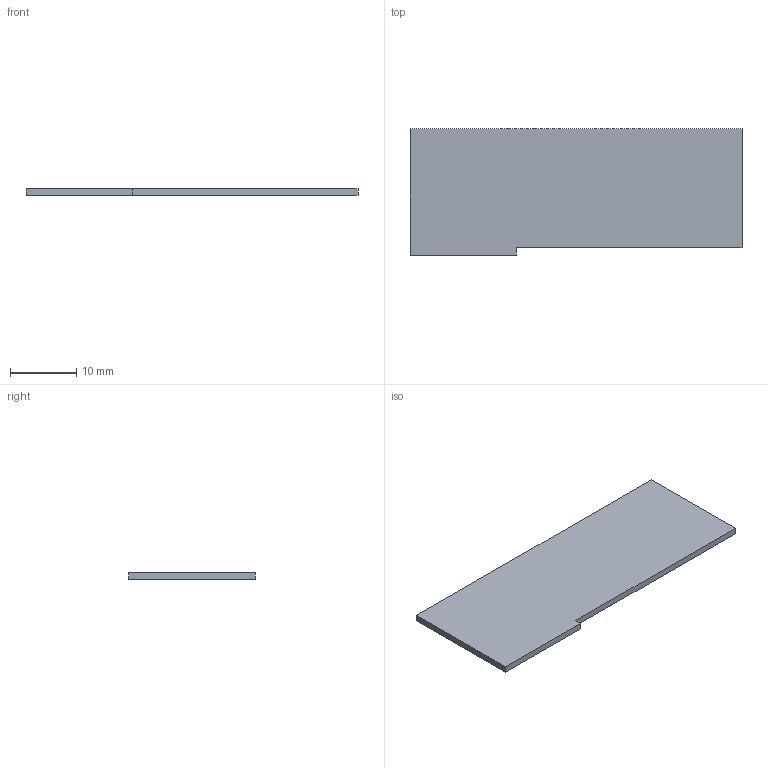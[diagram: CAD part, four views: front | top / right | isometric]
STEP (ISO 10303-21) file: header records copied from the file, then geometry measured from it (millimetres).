
FILE_DESCRIPTION(('PCB Model'),'2;1');
FILE_NAME( 'AH3G.STEP', '2024-03-31T22:39:37',('dungl'),('Unspecified'), 'Open CASCADE STEP processor 6.8','Proteus','Unknown');
FILE_SCHEMA(('AUTOMOTIVE_DESIGN_CC2 { 1 2 10303 214 -1 1 5 4 }'));
Length unit declared in the file: millimetre
Products named in the file (2): Open CASCADE STEP translator 6.8 1; Layer_1
Assembly tree (1 placements, depth 2):
  Open CASCADE STEP translator 6.8 1
    Layer_1
Bounding box: 50 x 19 x 1 mm (x, y, z)
Volume: 912.6 mm3; surface area: 1963.2 mm2
Topology: 1 solids, 1 shells, 8 faces, 18 edges, 12 vertices
Faces by surface type: plane 8
Entity records: 273 total; most frequent: CARTESIAN_POINT 40, DIRECTION 38, ORIENTED_EDGE 36, EDGE_CURVE 18, LINE 18, VECTOR 18, VERTEX_POINT 12, AXIS2_PLACEMENT_3D 10
